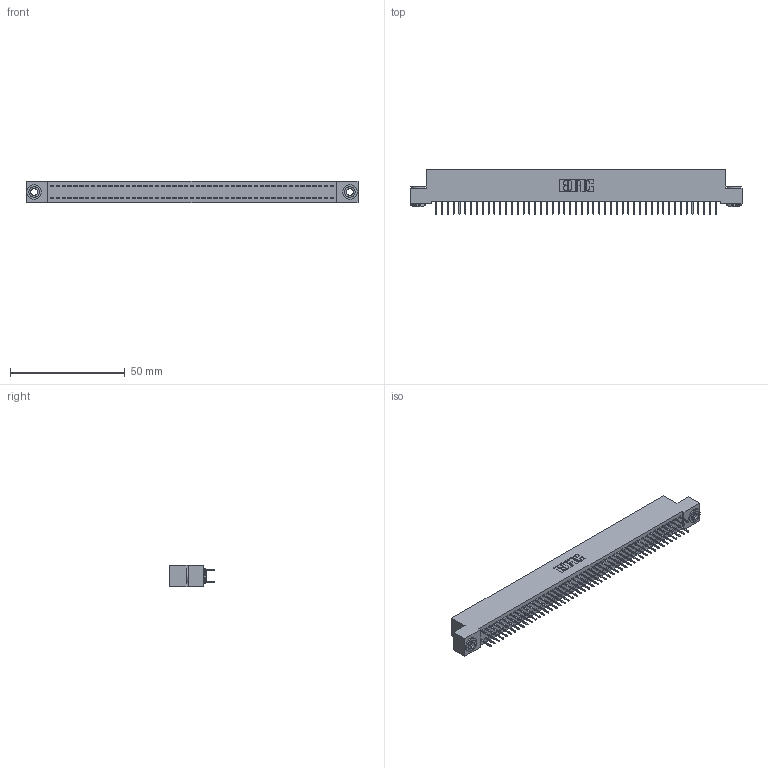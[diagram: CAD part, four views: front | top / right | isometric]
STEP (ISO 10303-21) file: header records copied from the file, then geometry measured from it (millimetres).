
FILE_DESCRIPTION (( 'STEP AP203' ), '1' );
FILE_NAME ('342-098-524-203.STEP', '2018-08-14T03:47:06', ( '' ), ( '' ), 'SwSTEP 2.0', 'SolidWorks 2016', '' );
FILE_SCHEMA (( 'CONFIG_CONTROL_DESIGN' ));
Length unit declared in the file: inch
Products named in the file (4): 342-098-524-203; 342 Part_.156 TH; 345-292-001_345-293-124; 342-250-002_345-250-002-102
Assembly tree (101 placements, depth 2):
  342-098-524-203
    342 Part_.156 TH
    345-292-001_345-293-124  x98
    342-250-002_345-250-002-102  x2
Bounding box: 144.78 x 19.69 x 9.4 mm (x, y, z)
Volume: 12916.1 mm3; surface area: 21025 mm2
Topology: 101 solids, 101 shells, 5636 faces, 15957 edges, 10242 vertices
Faces by surface type: plane 4192, cylinder 1436, cone 8
Entity records: 31210 total; most frequent: CARTESIAN_POINT 5137, ORIENTED_EDGE 5066, DIRECTION 4411, EDGE_CURVE 2533, LINE 2385, VECTOR 2385, VERTEX_POINT 1682, AXIS2_PLACEMENT_3D 1013
